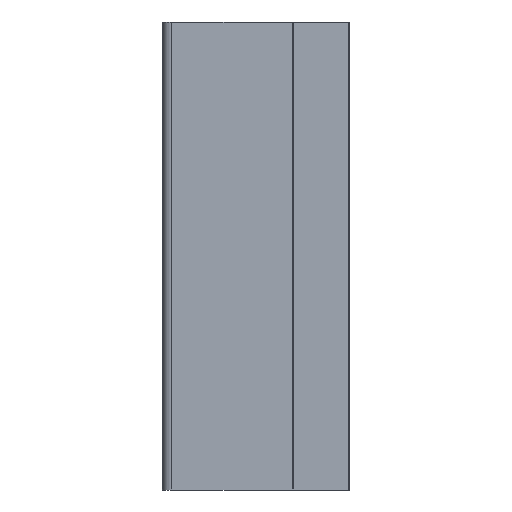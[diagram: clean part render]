
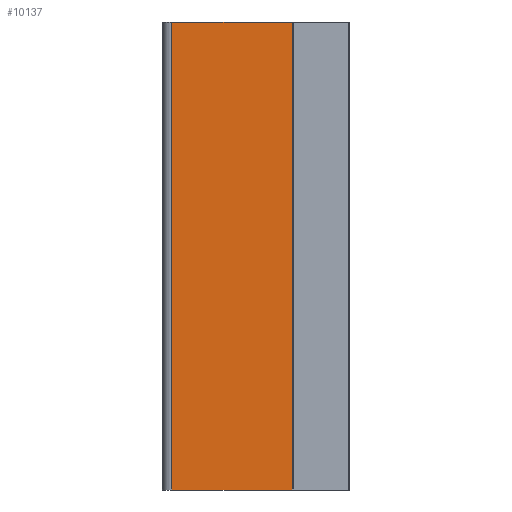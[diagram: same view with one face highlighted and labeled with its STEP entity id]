
A CAD part, left-side view. The second image highlights one B-rep face of the part: STEP entity #10137.
In plain terms, the highlighted planar face has unit normal (-1, 0, 0).
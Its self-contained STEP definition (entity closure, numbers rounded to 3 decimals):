
#2 = VECTOR ( 'NONE', #6079, 1000. ) ;
#11 = VECTOR ( 'NONE', #6076, 1000. ) ;
#763 = EDGE_CURVE ( 'NONE', #5029, #5039, #6074, .T. ) ;
#764 = EDGE_CURVE ( 'NONE', #5039, #5033, #6077, .T. ) ;
#992 = EDGE_CURVE ( 'NONE', #5042, #5033, #7516, .T. ) ;
#993 = EDGE_CURVE ( 'NONE', #5029, #5042, #7519, .T. ) ;
#1207 = FACE_OUTER_BOUND ( 'NONE', #4577, .T. ) ;
#1210 = AXIS2_PLACEMENT_3D ( 'NONE', #8512, #8513, #8514 ) ;
#2477 = ORIENTED_EDGE ( 'NONE', *, *, #763, .F. ) ;
#2482 = ORIENTED_EDGE ( 'NONE', *, *, #993, .T. ) ;
#2483 = ORIENTED_EDGE ( 'NONE', *, *, #764, .F. ) ;
#2484 = ORIENTED_EDGE ( 'NONE', *, *, #992, .T. ) ;
#3438 = CARTESIAN_POINT ( 'NONE',  ( -0.3, 0.03, 0.25 ) ) ;
#3442 = CARTESIAN_POINT ( 'NONE',  ( -0.3, 0.16, -0.25 ) ) ;
#3448 = CARTESIAN_POINT ( 'NONE',  ( -0.3, 0.03, -0.25 ) ) ;
#3451 = CARTESIAN_POINT ( 'NONE',  ( -0.3, 0.16, 0.25 ) ) ;
#4577 = EDGE_LOOP ( 'NONE', ( #2482, #2484, #2483, #2477 ) ) ;
#5029 = VERTEX_POINT ( 'NONE', #3438 ) ;
#5033 = VERTEX_POINT ( 'NONE', #3442 ) ;
#5039 = VERTEX_POINT ( 'NONE', #3448 ) ;
#5042 = VERTEX_POINT ( 'NONE', #3451 ) ;
#6074 = LINE ( 'NONE', #6075, #11 ) ;
#6075 = CARTESIAN_POINT ( 'NONE',  ( -0.3, 0.03, 0.25 ) ) ;
#6076 = DIRECTION ( 'NONE',  ( 0., 0., -1. ) ) ;
#6077 = LINE ( 'NONE', #6078, #2 ) ;
#6078 = CARTESIAN_POINT ( 'NONE',  ( -0.3, 0., -0.25 ) ) ;
#6079 = DIRECTION ( 'NONE',  ( 0., 1., 0. ) ) ;
#7516 = LINE ( 'NONE', #7517, #10405 ) ;
#7517 = CARTESIAN_POINT ( 'NONE',  ( -0.3, 0.16, 0.25 ) ) ;
#7518 = DIRECTION ( 'NONE',  ( 0., 0., -1. ) ) ;
#7519 = LINE ( 'NONE', #7520, #10406 ) ;
#7520 = CARTESIAN_POINT ( 'NONE',  ( -0.3, 0., 0.25 ) ) ;
#7521 = DIRECTION ( 'NONE',  ( 0., 1., 0. ) ) ;
#8511 = PLANE ( 'NONE',  #1210 ) ;
#8512 = CARTESIAN_POINT ( 'NONE',  ( -0.3, 0., 0.25 ) ) ;
#8513 = DIRECTION ( 'NONE',  ( -1., 0., 0. ) ) ;
#8514 = DIRECTION ( 'NONE',  ( 0., 0., 1. ) ) ;
#10137 = ADVANCED_FACE ( 'NONE', ( #1207 ), #8511, .T. ) ;
#10405 = VECTOR ( 'NONE', #7518, 1000. ) ;
#10406 = VECTOR ( 'NONE', #7521, 1000. ) ;
